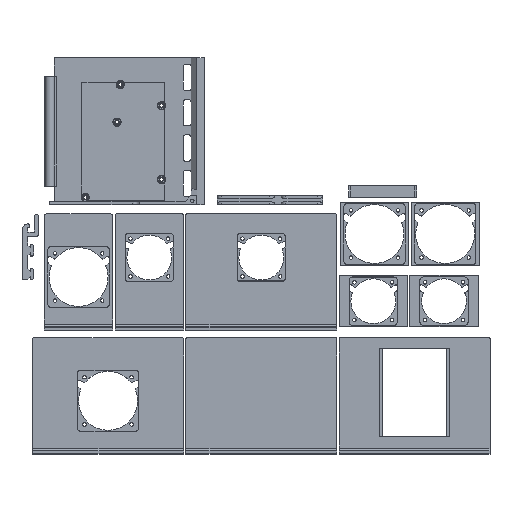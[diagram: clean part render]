
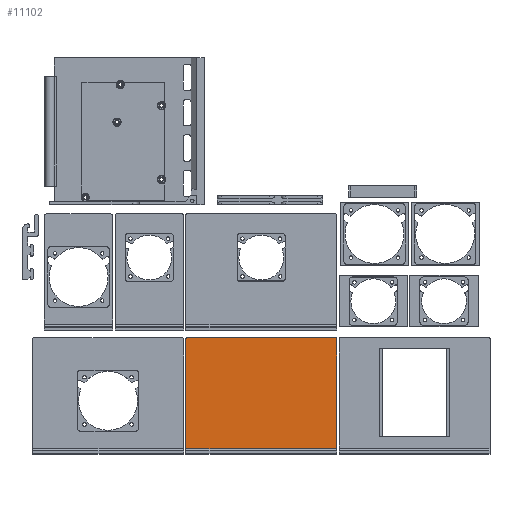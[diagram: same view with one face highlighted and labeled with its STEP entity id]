
A CAD part, top view. The second image highlights one B-rep face of the part: STEP entity #11102.
In plain terms, the highlighted planar face has unit normal (0, 0, 1).
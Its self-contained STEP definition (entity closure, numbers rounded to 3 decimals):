
#258=PLANE('',#11836);
#612=FACE_OUTER_BOUND('',#1219,.T.);
#1219=EDGE_LOOP('',(#8060,#8061,#8062,#8063,#8064,#8065));
#2005=LINE('',#16940,#3101);
#2008=LINE('',#16953,#3104);
#2010=LINE('',#16960,#3106);
#2011=LINE('',#16961,#3107);
#3101=VECTOR('',#13483,10.);
#3104=VECTOR('',#13496,10.);
#3106=VECTOR('',#13504,10.);
#3107=VECTOR('',#13505,10.);
#4070=CIRCLE('',#11824,1.);
#4077=CIRCLE('',#11835,1.);
#4763=VERTEX_POINT('',#16920);
#4764=VERTEX_POINT('',#16921);
#4771=VERTEX_POINT('',#16939);
#4776=VERTEX_POINT('',#16951);
#4777=VERTEX_POINT('',#16955);
#4778=VERTEX_POINT('',#16959);
#6002=EDGE_CURVE('',#4763,#4764,#4070,.T.);
#6011=EDGE_CURVE('',#4771,#4764,#2005,.T.);
#6018=EDGE_CURVE('',#4776,#4763,#2008,.T.);
#6020=EDGE_CURVE('',#4777,#4776,#4077,.T.);
#6021=EDGE_CURVE('',#4777,#4778,#2010,.F.);
#6022=EDGE_CURVE('',#4778,#4771,#2011,.T.);
#8060=ORIENTED_EDGE('',*,*,#6002,.F.);
#8061=ORIENTED_EDGE('',*,*,#6018,.F.);
#8062=ORIENTED_EDGE('',*,*,#6020,.F.);
#8063=ORIENTED_EDGE('',*,*,#6021,.T.);
#8064=ORIENTED_EDGE('',*,*,#6022,.T.);
#8065=ORIENTED_EDGE('',*,*,#6011,.T.);
#11102=ADVANCED_FACE('',(#612),#258,.T.);
#11824=AXIS2_PLACEMENT_3D('',#16922,#13467,#13468);
#11835=AXIS2_PLACEMENT_3D('',#16957,#13500,#13501);
#11836=AXIS2_PLACEMENT_3D('',#16958,#13502,#13503);
#13467=DIRECTION('center_axis',(0.,0.,
-1.));
#13468=DIRECTION('ref_axis',(0.707,0.707,0.));
#13483=DIRECTION('',(0.,1.,0.));
#13496=DIRECTION('',(1.,0.,0.));
#13500=DIRECTION('center_axis',(0.,0.,
-1.));
#13501=DIRECTION('ref_axis',(-0.707,0.707,0.));
#13502=DIRECTION('center_axis',(0.,0.,
1.));
#13503=DIRECTION('ref_axis',(0.,1.,0.));
#13504=DIRECTION('',(0.,1.,0.));
#13505=DIRECTION('',(1.,0.,0.));
#16920=CARTESIAN_POINT('',(207.,166.,28.));
#16921=CARTESIAN_POINT('',(208.,165.,28.));
#16922=CARTESIAN_POINT('Origin',(207.,165.,28.));
#16939=CARTESIAN_POINT('',(208.,72.001,28.));
#16940=CARTESIAN_POINT('',(208.,94.507,28.));
#16951=CARTESIAN_POINT('',(81.,166.,28.));
#16953=CARTESIAN_POINT('',(159.,166.,28.));
#16955=CARTESIAN_POINT('',(80.,165.,28.));
#16957=CARTESIAN_POINT('Origin',(81.,165.,28.));
#16958=CARTESIAN_POINT('Origin',(174.,72.001,28.));
#16959=CARTESIAN_POINT('',(80.,72.001,28.));
#16960=CARTESIAN_POINT('',(80.,94.507,28.));
#16961=CARTESIAN_POINT('',(174.,72.001,28.));
